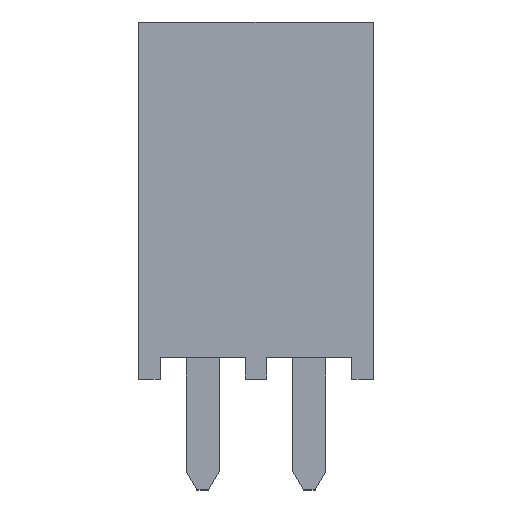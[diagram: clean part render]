
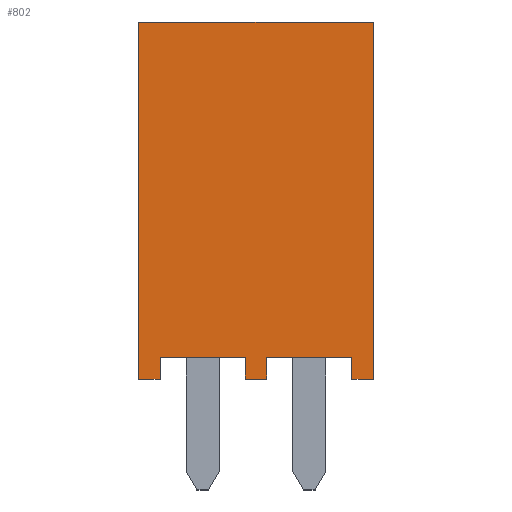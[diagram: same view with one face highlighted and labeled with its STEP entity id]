
A CAD part, top view. The second image highlights one B-rep face of the part: STEP entity #802.
In plain terms, the highlighted planar face has unit normal (0, 0, 1).
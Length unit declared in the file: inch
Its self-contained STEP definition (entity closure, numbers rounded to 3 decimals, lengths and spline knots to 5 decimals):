
#139=ORIENTED_EDGE('',*,*,#307,.F.);
#140=ORIENTED_EDGE('',*,*,#308,.T.);
#141=ORIENTED_EDGE('',*,*,#309,.F.);
#142=ORIENTED_EDGE('',*,*,#310,.F.);
#143=ORIENTED_EDGE('',*,*,#311,.T.);
#144=ORIENTED_EDGE('',*,*,#312,.T.);
#145=ORIENTED_EDGE('',*,*,#313,.F.);
#146=ORIENTED_EDGE('',*,*,#314,.F.);
#147=ORIENTED_EDGE('',*,*,#315,.F.);
#148=ORIENTED_EDGE('',*,*,#316,.T.);
#149=ORIENTED_EDGE('',*,*,#317,.F.);
#150=ORIENTED_EDGE('',*,*,#318,.F.);
#307=EDGE_CURVE('',#399,#400,#487,.T.);
#308=EDGE_CURVE('',#399,#401,#488,.T.);
#309=EDGE_CURVE('',#402,#401,#489,.T.);
#310=EDGE_CURVE('',#403,#402,#490,.T.);
#311=EDGE_CURVE('',#403,#404,#491,.T.);
#312=EDGE_CURVE('',#404,#405,#492,.T.);
#313=EDGE_CURVE('',#406,#405,#493,.T.);
#314=EDGE_CURVE('',#407,#406,#494,.T.);
#315=EDGE_CURVE('',#408,#407,#495,.T.);
#316=EDGE_CURVE('',#408,#409,#496,.T.);
#317=EDGE_CURVE('',#410,#409,#497,.T.);
#318=EDGE_CURVE('',#400,#410,#498,.T.);
#399=VERTEX_POINT('',#1220);
#400=VERTEX_POINT('',#1221);
#401=VERTEX_POINT('',#1223);
#402=VERTEX_POINT('',#1225);
#403=VERTEX_POINT('',#1227);
#404=VERTEX_POINT('',#1229);
#405=VERTEX_POINT('',#1231);
#406=VERTEX_POINT('',#1233);
#407=VERTEX_POINT('',#1235);
#408=VERTEX_POINT('',#1237);
#409=VERTEX_POINT('',#1239);
#410=VERTEX_POINT('',#1241);
#487=LINE('',#1219,#595);
#488=LINE('',#1222,#596);
#489=LINE('',#1224,#597);
#490=LINE('',#1226,#598);
#491=LINE('',#1228,#599);
#492=LINE('',#1230,#600);
#493=LINE('',#1232,#601);
#494=LINE('',#1234,#602);
#495=LINE('',#1236,#603);
#496=LINE('',#1238,#604);
#497=LINE('',#1240,#605);
#498=LINE('',#1242,#606);
#595=VECTOR('',#1001,39.37008);
#596=VECTOR('',#1002,39.37008);
#597=VECTOR('',#1003,39.37008);
#598=VECTOR('',#1004,39.37008);
#599=VECTOR('',#1005,39.37008);
#600=VECTOR('',#1006,39.37008);
#601=VECTOR('',#1007,39.37008);
#602=VECTOR('',#1008,39.37008);
#603=VECTOR('',#1009,39.37008);
#604=VECTOR('',#1010,39.37008);
#605=VECTOR('',#1011,39.37008);
#606=VECTOR('',#1012,39.37008);
#666=EDGE_LOOP('',(#139,#140,#141,#142,#143,#144,#145,#146,#147,#148,#149,
#150));
#714=FACE_BOUND('',#666,.T.);
#760=PLANE('',#871);
#802=ADVANCED_FACE('',(#714),#760,.F.);
#871=AXIS2_PLACEMENT_3D('',#1218,#999,#1000);
#999=DIRECTION('',(0.,0.,-1.));
#1000=DIRECTION('',(-1.,0.,0.));
#1001=DIRECTION('',(0.,1.,0.));
#1002=DIRECTION('',(1.,0.,0.));
#1003=DIRECTION('',(0.,-1.,0.));
#1004=DIRECTION('',(1.,0.,0.));
#1005=DIRECTION('',(0.,-1.,0.));
#1006=DIRECTION('',(1.,0.,0.));
#1007=DIRECTION('',(0.,-1.,0.));
#1008=DIRECTION('',(-1.,0.,0.));
#1009=DIRECTION('',(0.,1.,0.));
#1010=DIRECTION('',(1.,0.,0.));
#1011=DIRECTION('',(0.,-1.,0.));
#1012=DIRECTION('',(-1.,0.,0.));
#1218=CARTESIAN_POINT('',(-0.11,0.335,0.0475));
#1219=CARTESIAN_POINT('',(0.09,0.335,0.0475));
#1220=CARTESIAN_POINT('',(0.09,0.,0.0475));
#1221=CARTESIAN_POINT('',(0.09,0.02,0.0475));
#1222=CARTESIAN_POINT('',(-0.11,0.,0.0475));
#1223=CARTESIAN_POINT('',(0.11,0.,0.0475));
#1224=CARTESIAN_POINT('',(0.11,0.335,0.0475));
#1225=CARTESIAN_POINT('',(0.11,0.335,0.0475));
#1226=CARTESIAN_POINT('',(-0.11,0.335,0.0475));
#1227=CARTESIAN_POINT('',(-0.11,0.335,0.0475));
#1228=CARTESIAN_POINT('',(-0.11,0.335,0.0475));
#1229=CARTESIAN_POINT('',(-0.11,0.,0.0475));
#1230=CARTESIAN_POINT('',(-0.11,0.,0.0475));
#1231=CARTESIAN_POINT('',(-0.09,0.,0.0475));
#1232=CARTESIAN_POINT('',(-0.09,0.335,0.0475));
#1233=CARTESIAN_POINT('',(-0.09,0.02,0.0475));
#1234=CARTESIAN_POINT('',(-0.11,0.02,0.0475));
#1235=CARTESIAN_POINT('',(-0.01,0.02,0.0475));
#1236=CARTESIAN_POINT('',(-0.01,0.335,0.0475));
#1237=CARTESIAN_POINT('',(-0.01,0.,0.0475));
#1238=CARTESIAN_POINT('',(-0.11,0.,0.0475));
#1239=CARTESIAN_POINT('',(0.01,0.,0.0475));
#1240=CARTESIAN_POINT('',(0.01,0.335,0.0475));
#1241=CARTESIAN_POINT('',(0.01,0.02,0.0475));
#1242=CARTESIAN_POINT('',(-0.11,0.02,0.0475));
